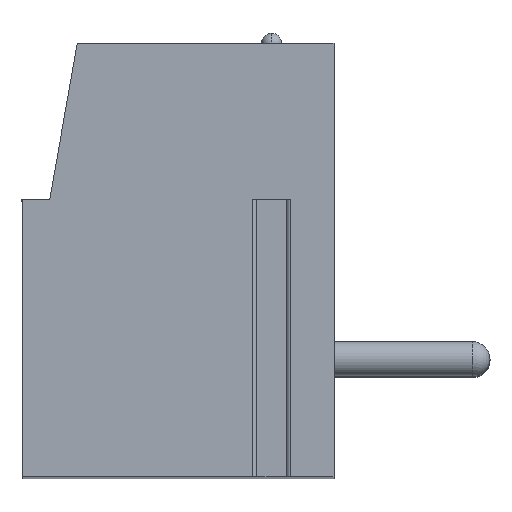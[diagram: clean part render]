
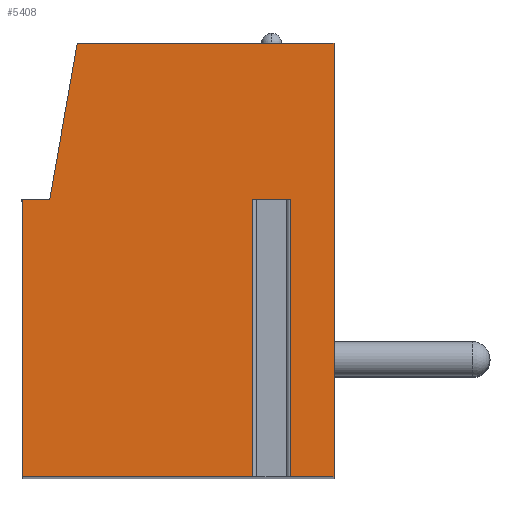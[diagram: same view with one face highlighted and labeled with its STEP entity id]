
A CAD part, top view. The second image highlights one B-rep face of the part: STEP entity #5408.
In plain terms, the highlighted planar face has unit normal (0, 0, 1).
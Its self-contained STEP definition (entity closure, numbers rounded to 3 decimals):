
#13=DIRECTION('',(-1.,0.,0.));
#14=VECTOR('',#13,1.112);
#15=CARTESIAN_POINT('',(3.256,1.75,27.94));
#16=LINE('',#15,#14);
#17=DIRECTION('',(0.,-1.,0.));
#18=VECTOR('',#17,8.);
#19=CARTESIAN_POINT('',(2.144,1.75,27.94));
#20=LINE('',#19,#18);
#21=DIRECTION('',(1.,0.,0.));
#22=VECTOR('',#21,6.644);
#23=CARTESIAN_POINT('',(-4.5,-6.25,27.94));
#24=LINE('',#23,#22);
#25=DIRECTION('',(0.,-1.,0.));
#26=VECTOR('',#25,8.);
#27=CARTESIAN_POINT('',(-4.5,1.75,27.94));
#28=LINE('',#27,#26);
#29=DIRECTION('',(-1.,0.,0.));
#30=VECTOR('',#29,0.8);
#31=CARTESIAN_POINT('',(-3.7,1.75,27.94));
#32=LINE('',#31,#30);
#33=DIRECTION('',(-0.174,-0.985,0.));
#34=VECTOR('',#33,4.569);
#35=CARTESIAN_POINT('',(-2.907,6.25,27.94));
#36=LINE('',#35,#34);
#37=DIRECTION('',(-1.,0.,0.));
#38=VECTOR('',#37,7.407);
#39=CARTESIAN_POINT('',(4.5,6.25,27.94));
#40=LINE('',#39,#38);
#41=DIRECTION('',(0.,1.,0.));
#42=VECTOR('',#41,12.5);
#43=CARTESIAN_POINT('',(4.5,-6.25,27.94));
#44=LINE('',#43,#42);
#45=DIRECTION('',(1.,0.,0.));
#46=VECTOR('',#45,1.244);
#47=CARTESIAN_POINT('',(3.256,-6.25,27.94));
#48=LINE('',#47,#46);
#49=DIRECTION('',(0.,-1.,0.));
#50=VECTOR('',#49,8.);
#51=CARTESIAN_POINT('',(3.256,1.75,27.94));
#52=LINE('',#51,#50);
#4245=CARTESIAN_POINT('',(-3.7,1.75,27.94));
#4246=CARTESIAN_POINT('',(-4.5,1.75,27.94));
#4247=VERTEX_POINT('',#4245);
#4248=VERTEX_POINT('',#4246);
#4249=CARTESIAN_POINT('',(-4.5,-6.25,27.94));
#4250=VERTEX_POINT('',#4249);
#4251=CARTESIAN_POINT('',(4.5,-6.25,27.94));
#4252=CARTESIAN_POINT('',(4.5,6.25,27.94));
#4253=VERTEX_POINT('',#4251);
#4254=VERTEX_POINT('',#4252);
#4255=CARTESIAN_POINT('',(-2.907,6.25,27.94));
#4256=VERTEX_POINT('',#4255);
#4305=CARTESIAN_POINT('',(3.256,1.75,27.94));
#4306=CARTESIAN_POINT('',(2.144,1.75,27.94));
#4307=VERTEX_POINT('',#4305);
#4308=VERTEX_POINT('',#4306);
#4309=CARTESIAN_POINT('',(2.144,-6.25,27.94));
#4310=VERTEX_POINT('',#4309);
#4311=CARTESIAN_POINT('',(3.256,-6.25,27.94));
#4312=VERTEX_POINT('',#4311);
#5381=CARTESIAN_POINT('',(0.,0.,27.94));
#5382=DIRECTION('',(0.,0.,1.));
#5383=DIRECTION('',(1.,0.,0.));
#5384=AXIS2_PLACEMENT_3D('',#5381,#5382,#5383);
#5385=PLANE('',#5384);
#5387=ORIENTED_EDGE('',*,*,#5386,.T.);
#5389=ORIENTED_EDGE('',*,*,#5388,.T.);
#5391=ORIENTED_EDGE('',*,*,#5390,.F.);
#5393=ORIENTED_EDGE('',*,*,#5392,.F.);
#5395=ORIENTED_EDGE('',*,*,#5394,.F.);
#5397=ORIENTED_EDGE('',*,*,#5396,.F.);
#5399=ORIENTED_EDGE('',*,*,#5398,.F.);
#5401=ORIENTED_EDGE('',*,*,#5400,.F.);
#5403=ORIENTED_EDGE('',*,*,#5402,.F.);
#5405=ORIENTED_EDGE('',*,*,#5404,.F.);
#5406=EDGE_LOOP('',(#5387,#5389,#5391,#5393,#5395,#5397,#5399,#5401,#5403,
#5405));
#5407=FACE_OUTER_BOUND('',#5406,.F.);
#5386=EDGE_CURVE('',#4307,#4308,#16,.T.);
#5388=EDGE_CURVE('',#4308,#4310,#20,.T.);
#5390=EDGE_CURVE('',#4250,#4310,#24,.T.);
#5392=EDGE_CURVE('',#4248,#4250,#28,.T.);
#5394=EDGE_CURVE('',#4247,#4248,#32,.T.);
#5396=EDGE_CURVE('',#4256,#4247,#36,.T.);
#5398=EDGE_CURVE('',#4254,#4256,#40,.T.);
#5400=EDGE_CURVE('',#4253,#4254,#44,.T.);
#5402=EDGE_CURVE('',#4312,#4253,#48,.T.);
#5404=EDGE_CURVE('',#4307,#4312,#52,.T.);
#5408=ADVANCED_FACE('',(#5407),#5385,.T.);
